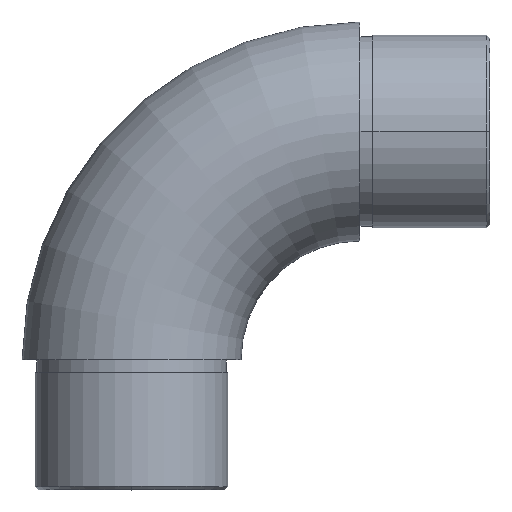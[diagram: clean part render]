
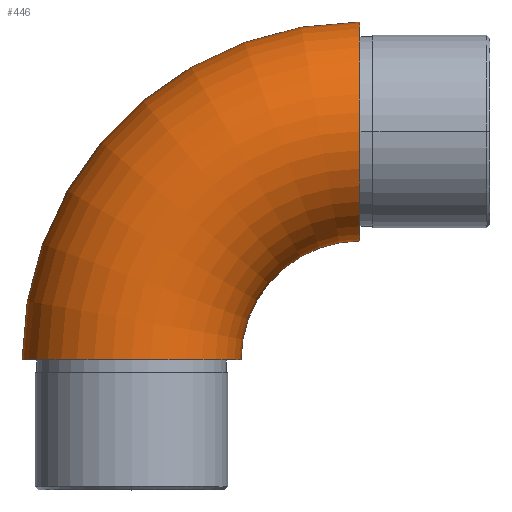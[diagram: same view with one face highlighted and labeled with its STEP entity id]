
A CAD part, top view. The second image highlights one B-rep face of the part: STEP entity #446.
In plain terms, the highlighted toroidal (fillet/blend) face has major radius 35.15 mm and minor radius 16.85 mm.
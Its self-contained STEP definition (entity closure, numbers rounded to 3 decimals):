
#17 = DIRECTION ( 'NONE',  ( 0., 0., 1. ) ) ;
#25 = VERTEX_POINT ( 'NONE', #1010 ) ;
#42 = CIRCLE ( 'NONE', #971, 18.3 ) ;
#77 = EDGE_CURVE ( 'NONE', #25, #477, #42, .T. ) ;
#98 = CARTESIAN_POINT ( 'NONE',  ( 0., 0., 0. ) ) ;
#108 = CIRCLE ( 'NONE', #430, 52. ) ;
#166 = EDGE_LOOP ( 'NONE', ( #176, #220, #1002, #706 ) ) ;
#176 = ORIENTED_EDGE ( 'NONE', *, *, #810, .F. ) ;
#180 = DIRECTION ( 'NONE',  ( 0., 0., 1. ) ) ;
#181 = AXIS2_PLACEMENT_3D ( 'NONE', #544, #17, #273 ) ;
#197 = CARTESIAN_POINT ( 'NONE',  ( 0., 52., 0. ) ) ;
#220 = ORIENTED_EDGE ( 'NONE', *, *, #1019, .T. ) ;
#231 = CARTESIAN_POINT ( 'NONE',  ( 0., 0., 0. ) ) ;
#246 = CARTESIAN_POINT ( 'NONE',  ( -52., 0., 0. ) ) ;
#273 = DIRECTION ( 'NONE',  ( 1., 0., 0. ) ) ;
#428 = CIRCLE ( 'NONE', #516, 16.85 ) ;
#430 = AXIS2_PLACEMENT_3D ( 'NONE', #231, #573, #883 ) ;
#434 = EDGE_CURVE ( 'NONE', #818, #477, #755, .T. ) ;
#446 = ADVANCED_FACE ( 'NONE', ( #452 ), #669, .T. ) ;
#447 = VERTEX_POINT ( 'NONE', #197 ) ;
#452 = FACE_OUTER_BOUND ( 'NONE', #166, .T. ) ;
#477 = VERTEX_POINT ( 'NONE', #900 ) ;
#516 = AXIS2_PLACEMENT_3D ( 'NONE', #729, #1069, #653 ) ;
#520 = DIRECTION ( 'NONE',  ( 0., 0., 1. ) ) ;
#521 = AXIS2_PLACEMENT_3D ( 'NONE', #1024, #769, #520 ) ;
#544 = CARTESIAN_POINT ( 'NONE',  ( 0., 0., 0. ) ) ;
#573 = DIRECTION ( 'NONE',  ( 0., 0., 1. ) ) ;
#653 = DIRECTION ( 'NONE',  ( 0., 0., 1. ) ) ;
#669 = TOROIDAL_SURFACE ( 'NONE', #181, 35.15, 16.85 ) ;
#706 = ORIENTED_EDGE ( 'NONE', *, *, #77, .F. ) ;
#729 = CARTESIAN_POINT ( 'NONE',  ( 0., 35.15, 0. ) ) ;
#755 = CIRCLE ( 'NONE', #521, 16.85 ) ;
#765 = DIRECTION ( 'NONE',  ( 1., 0., 0. ) ) ;
#769 = DIRECTION ( 'NONE',  ( 0., 1., 0. ) ) ;
#810 = EDGE_CURVE ( 'NONE', #447, #25, #428, .T. ) ;
#818 = VERTEX_POINT ( 'NONE', #246 ) ;
#883 = DIRECTION ( 'NONE',  ( 1., 0., 0. ) ) ;
#900 = CARTESIAN_POINT ( 'NONE',  ( -18.3, 0., 0. ) ) ;
#971 = AXIS2_PLACEMENT_3D ( 'NONE', #98, #180, #765 ) ;
#1002 = ORIENTED_EDGE ( 'NONE', *, *, #434, .T. ) ;
#1010 = CARTESIAN_POINT ( 'NONE',  ( 0., 18.3, 0. ) ) ;
#1019 = EDGE_CURVE ( 'NONE', #447, #818, #108, .T. ) ;
#1024 = CARTESIAN_POINT ( 'NONE',  ( -35.15, 0., 0. ) ) ;
#1069 = DIRECTION ( 'NONE',  ( 1., 0., 0. ) ) ;
